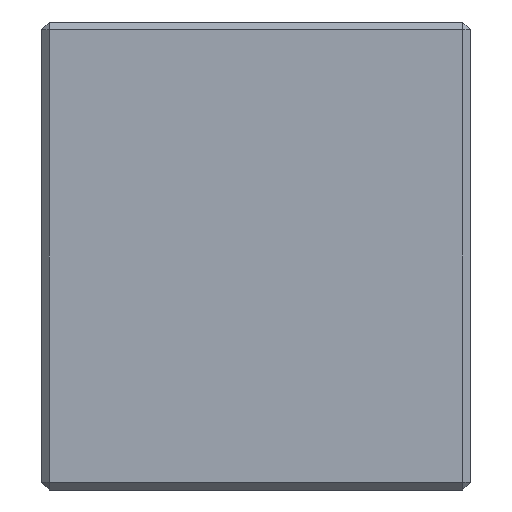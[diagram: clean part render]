
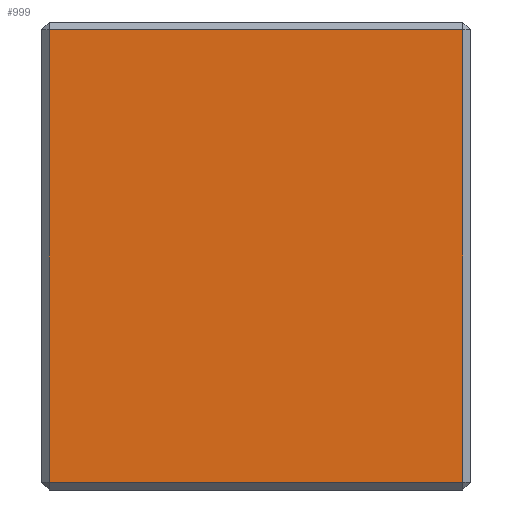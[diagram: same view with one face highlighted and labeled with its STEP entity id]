
A CAD part, left-side view. The second image highlights one B-rep face of the part: STEP entity #999.
In plain terms, the highlighted planar face has unit normal (-1, 0, 0).
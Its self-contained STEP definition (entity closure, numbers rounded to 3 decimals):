
#40=PLANE('',#1067);
#90=LINE('',#2430,#155);
#92=LINE('',#2433,#157);
#94=LINE('',#2436,#159);
#98=LINE('',#2444,#163);
#155=VECTOR('',#1188,10.);
#157=VECTOR('',#1192,10.);
#159=VECTOR('',#1196,10.);
#163=VECTOR('',#1206,10.);
#233=FACE_OUTER_BOUND('',#299,.T.);
#299=EDGE_LOOP('',(#878,#879,#880,#881));
#448=VERTEX_POINT('',#2387);
#452=VERTEX_POINT('',#2399);
#456=VERTEX_POINT('',#2414);
#457=VERTEX_POINT('',#2418);
#588=EDGE_CURVE('',#452,#457,#90,.T.);
#590=EDGE_CURVE('',#457,#456,#92,.T.);
#592=EDGE_CURVE('',#456,#448,#94,.T.);
#596=EDGE_CURVE('',#448,#452,#98,.T.);
#878=ORIENTED_EDGE('',*,*,#588,.F.);
#879=ORIENTED_EDGE('',*,*,#596,.F.);
#880=ORIENTED_EDGE('',*,*,#592,.F.);
#881=ORIENTED_EDGE('',*,*,#590,.F.);
#999=ADVANCED_FACE('',(#233),#40,.T.);
#1067=AXIS2_PLACEMENT_3D('',#2545,#1223,#1224);
#1188=DIRECTION('',(0.,0.,1.));
#1192=DIRECTION('',(0.,-1.,0.));
#1196=DIRECTION('',(0.,0.,-1.));
#1206=DIRECTION('',(0.,1.,0.));
#1223=DIRECTION('center_axis',(-1.,0.,0.));
#1224=DIRECTION('ref_axis',(0.,0.,-1.));
#2387=CARTESIAN_POINT('',(10.,0.4,-11.6));
#2399=CARTESIAN_POINT('',(10.,11.,-11.6));
#2414=CARTESIAN_POINT('',(10.,0.4,0.));
#2418=CARTESIAN_POINT('',(10.,11.,0.));
#2430=CARTESIAN_POINT('',(10.,11.,-2.55));
#2433=CARTESIAN_POINT('',(10.,11.2,0.));
#2436=CARTESIAN_POINT('',(10.,0.4,-2.55));
#2444=CARTESIAN_POINT('',(10.,11.2,-11.6));
#2545=CARTESIAN_POINT('Origin',(10.,11.2,0.2));
